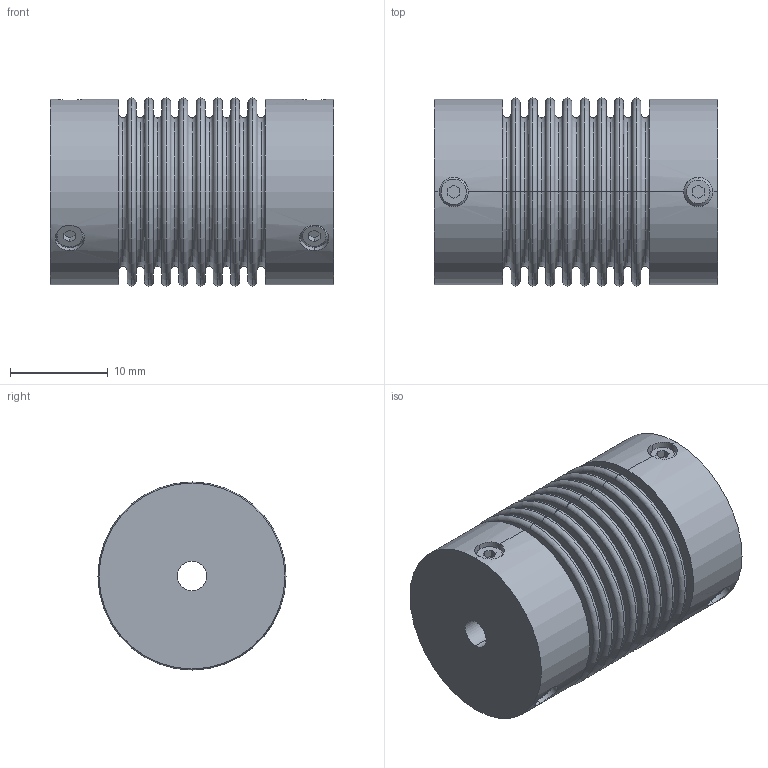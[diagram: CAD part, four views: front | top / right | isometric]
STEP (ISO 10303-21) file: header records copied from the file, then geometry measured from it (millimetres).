
FILE_DESCRIPTION(('STEP AP214'),'1');
FILE_NAME('cctmp_F0E8F6BE-601B-4764-832D-FA8EB65F7D73_2023_06_09_08_09_52_0532..stp','2023-06-09T06:09:52',('R+W Antriebselemente GmbH'),('CADClick - www.CADClick.com'),'Spatial InterOp 3D',' ','unknown authorization');
FILE_SCHEMA(('AUTOMOTIVE_DESIGN'));
Length unit declared in the file: millimetre
Products named in the file (1): MK1/15/29/3/3
Bounding box: 29 x 19.22 x 19.22 mm (x, y, z)
Volume: 5764.5 mm3; surface area: 4737.7 mm2
Topology: 1 solids, 1 shells, 148 faces, 318 edges, 198 vertices
Faces by surface type: torus 68, plane 54, cylinder 18, cone 8
Entity records: 5480 total; most frequent: CARTESIAN_POINT 885, DIRECTION 810, ORIENTED_EDGE 636, AXIS2_PLACEMENT_3D 355, EDGE_CURVE 318, CIRCLE 206, VERTEX_POINT 198, EDGE_LOOP 176
